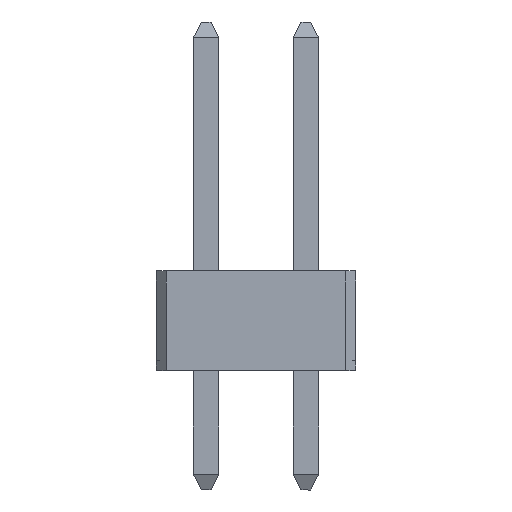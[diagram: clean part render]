
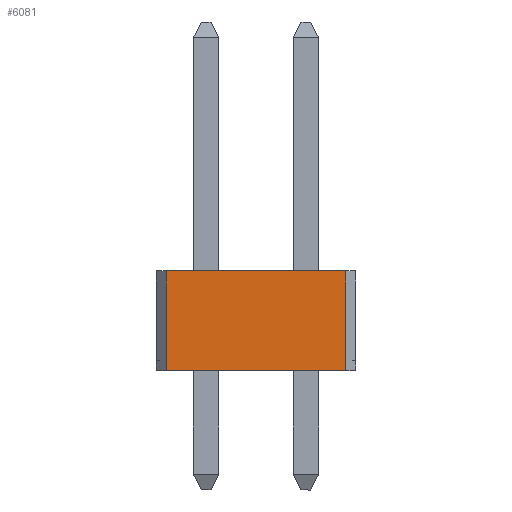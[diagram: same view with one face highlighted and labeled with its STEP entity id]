
A CAD part, left-side view. The second image highlights one B-rep face of the part: STEP entity #6081.
In plain terms, the highlighted planar face has unit normal (-1, 0, 0).
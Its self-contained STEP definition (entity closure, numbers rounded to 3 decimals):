
#62=FACE_OUTER_BOUND('',#434,.T.);
#434=EDGE_LOOP('',(#3967,#3968,#3969,#3970));
#835=LINE('',#8457,#1689);
#884=LINE('',#8561,#1738);
#885=LINE('',#8564,#1739);
#886=LINE('',#8565,#1740);
#1689=VECTOR('',#6848,4.572);
#1738=VECTOR('',#6915,2.54);
#1739=VECTOR('',#6918,4.572);
#1740=VECTOR('',#6919,2.54);
#2542=VERTEX_POINT('',#8454);
#2543=VERTEX_POINT('',#8456);
#2589=VERTEX_POINT('',#8559);
#2590=VERTEX_POINT('',#8563);
#3059=EDGE_CURVE('',#2543,#2542,#835,.T.);
#3108=EDGE_CURVE('',#2542,#2589,#884,.T.);
#3109=EDGE_CURVE('',#2590,#2589,#885,.T.);
#3110=EDGE_CURVE('',#2543,#2590,#886,.T.);
#3967=ORIENTED_EDGE('',*,*,#3059,.T.);
#3968=ORIENTED_EDGE('',*,*,#3108,.T.);
#3969=ORIENTED_EDGE('',*,*,#3109,.F.);
#3970=ORIENTED_EDGE('',*,*,#3110,.F.);
#5624=PLANE('',#6468);
#6081=ADVANCED_FACE('',(#62),#5624,.T.);
#6468=AXIS2_PLACEMENT_3D('',#8562,#6916,#6917);
#6848=DIRECTION('',(0.,0.,1.));
#6915=DIRECTION('',(0.,1.,0.));
#6916=DIRECTION('center_axis',(-1.,0.,0.));
#6917=DIRECTION('ref_axis',(0.,0.,1.));
#6918=DIRECTION('',(0.,0.,1.));
#6919=DIRECTION('',(0.,1.,0.));
#8454=CARTESIAN_POINT('',(-1.27,0.,2.286));
#8456=CARTESIAN_POINT('',(-1.27,0.,-2.286));
#8457=CARTESIAN_POINT('',(-1.27,0.,-2.286));
#8559=CARTESIAN_POINT('',(-1.27,2.54,2.286));
#8561=CARTESIAN_POINT('',(-1.27,0.,2.286));
#8562=CARTESIAN_POINT('Origin',(-1.27,0.,-2.286));
#8563=CARTESIAN_POINT('',(-1.27,2.54,-2.286));
#8564=CARTESIAN_POINT('',(-1.27,2.54,-2.286));
#8565=CARTESIAN_POINT('',(-1.27,0.,-2.286));
